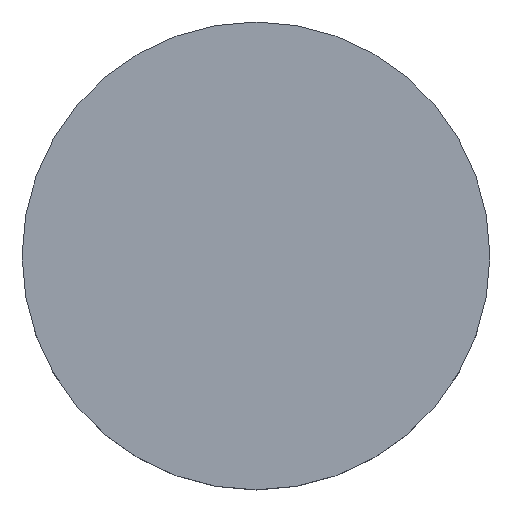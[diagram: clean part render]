
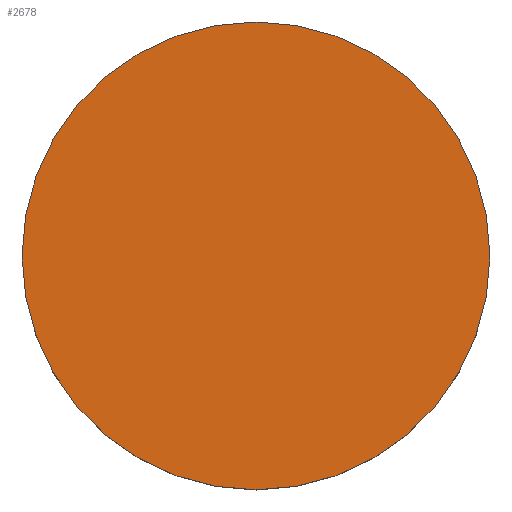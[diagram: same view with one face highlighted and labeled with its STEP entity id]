
A CAD part, top view. The second image highlights one B-rep face of the part: STEP entity #2678.
In plain terms, the highlighted planar face has unit normal (0, 0, 1).
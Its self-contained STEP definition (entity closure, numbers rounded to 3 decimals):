
#512=PLANE($,#2969);
#666=FACE_OUTER_BOUND($,#873,.T.);
#873=EDGE_LOOP($,(#1883));
#1113=CIRCLE($,#2967,6.);
#1261=VERTEX_POINT($,#4249);
#1517=EDGE_CURVE($,#1261,#1261,#1113,.T.);
#1883=ORIENTED_EDGE($,*,*,#1517,.F.);
#2678=ADVANCED_FACE($,(#666),#512,.F.);
#2967=AXIS2_PLACEMENT_3D($,#4250,#3325,#3326);
#2969=AXIS2_PLACEMENT_3D($,#4252,#3329,#3330);
#3325=DIRECTION('center_axis',(0.,0.,-1.));
#3326=DIRECTION('ref_axis',(-1.,0.,0.));
#3329=DIRECTION('center_axis',(0.,0.,-1.));
#3330=DIRECTION('ref_axis',(1.,0.,0.));
#4249=CARTESIAN_POINT('',(6.,0.,2.1));
#4250=CARTESIAN_POINT('Origin',(0.,0.,2.1));
#4252=CARTESIAN_POINT('Origin',(0.,0.,
2.1));
